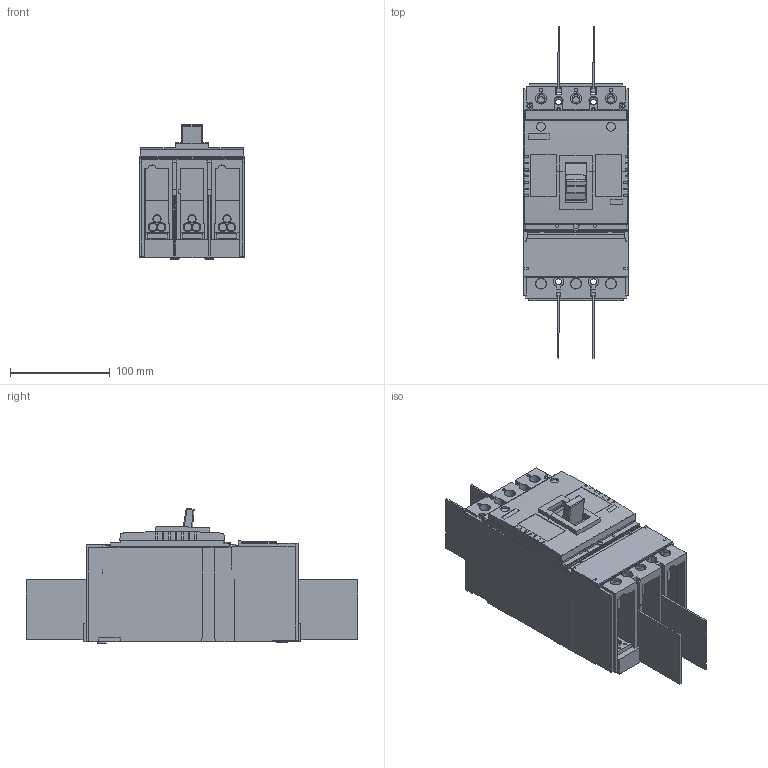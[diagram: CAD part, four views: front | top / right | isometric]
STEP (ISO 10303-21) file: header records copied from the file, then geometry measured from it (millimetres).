
FILE_DESCRIPTION (( 'STEP AP214' ), '1' );
FILE_NAME ('SVAR30-3-0125 Àâò. âûêë. ÂÀ88-35Ð 3Ð 125À 35êÀ IEK ñ ðåã. ÒÌ ðàñöåïèòåëåì.STEP', '2026-01-19T10:59:16', ( '' ), ( '' ), 'SwSTEP 2.0', 'SolidWorks 2022', '' );
FILE_SCHEMA (( 'AUTOMOTIVE_DESIGN' ));
Length unit declared in the file: millimetre
Products named in the file (1): SVAR30-3-0125 Авт. выкл. ВА88-35Р 3Р 125А 35кА IEK с рег. ТМ расцепителем
Bounding box: 105 x 332.08 x 135.16 mm (x, y, z)
Volume: 1994460.4 mm3; surface area: 294347.2 mm2
Topology: 1 solids, 29 shells, 2261 faces, 6421 edges, 4179 vertices
Faces by surface type: plane 1730, cylinder 487, cone 29, torus 7, sphere 4, bspline 4
Entity records: 74377 total; most frequent: CARTESIAN_POINT 14556, ORIENTED_EDGE 12826, DIRECTION 12020, EDGE_CURVE 6413, LINE 5126, VECTOR 5126, VERTEX_POINT 4179, AXIS2_PLACEMENT_3D 3447
